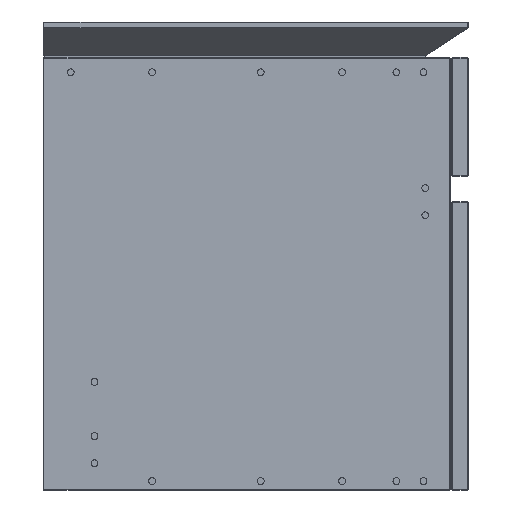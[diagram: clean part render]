
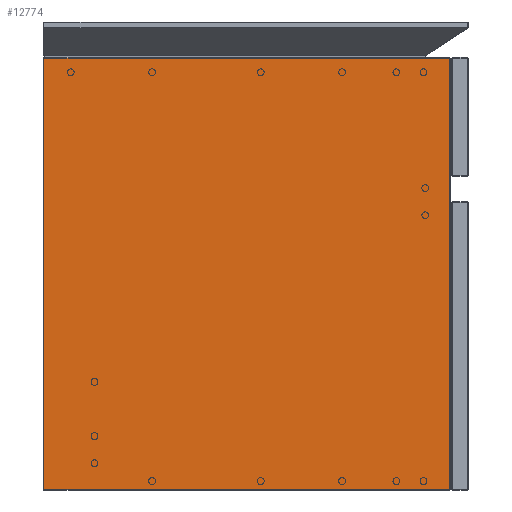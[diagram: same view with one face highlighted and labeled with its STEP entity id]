
A CAD part, left-side view. The second image highlights one B-rep face of the part: STEP entity #12774.
In plain terms, the highlighted planar face has unit normal (-1, 0, 0).
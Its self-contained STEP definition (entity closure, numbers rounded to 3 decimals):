
#12679=CARTESIAN_POINT('',(-61.51,1257.825,306.512));
#12680=VERTEX_POINT('',#12679);
#12687=CARTESIAN_POINT('',(-61.51,779.625,306.512));
#12688=VERTEX_POINT('',#12687);
#12689=CARTESIAN_POINT('',(-61.51,1257.825,306.512));
#12690=DIRECTION('',(0.0,-1.0,0.0));
#12691=VECTOR('',#12690,478.2);
#12692=LINE('',#12689,#12691);
#12693=EDGE_CURVE('',#12680,#12688,#12692,.T.);
#12710=CARTESIAN_POINT('',(-61.51,779.625,-201.888));
#12711=VERTEX_POINT('',#12710);
#12712=CARTESIAN_POINT('',(-61.51,779.625,306.512));
#12713=DIRECTION('',(0.0,0.0,-1.0));
#12714=VECTOR('',#12713,508.4);
#12715=LINE('',#12712,#12714);
#12716=EDGE_CURVE('',#12688,#12711,#12715,.T.);
#12751=CARTESIAN_POINT('',(-61.51,1018.725,306.513));
#12752=DIRECTION('',(-1.0,0.0,0.0));
#12753=DIRECTION('',(0.0,0.0,1.0));
#12754=AXIS2_PLACEMENT_3D('',#12751,#12752,#12753);
#12755=PLANE('',#12754);
#12756=ORIENTED_EDGE('',*,*,#12693,.F.);
#12757=CARTESIAN_POINT('',(-61.51,1257.825,-201.888));
#12758=VERTEX_POINT('',#12757);
#12759=CARTESIAN_POINT('',(-61.51,1257.825,-201.888));
#12760=DIRECTION('',(0.0,0.0,1.0));
#12761=VECTOR('',#12760,508.4);
#12762=LINE('',#12759,#12761);
#12763=EDGE_CURVE('',#12758,#12680,#12762,.T.);
#12764=ORIENTED_EDGE('',*,*,#12763,.F.);
#12765=CARTESIAN_POINT('',(-61.51,779.625,-201.888));
#12766=DIRECTION('',(0.0,1.0,0.0));
#12767=VECTOR('',#12766,478.2);
#12768=LINE('',#12765,#12767);
#12769=EDGE_CURVE('',#12711,#12758,#12768,.T.);
#12770=ORIENTED_EDGE('',*,*,#12769,.F.);
#12771=ORIENTED_EDGE('',*,*,#12716,.F.);
#12772=EDGE_LOOP('',(#12756,#12764,#12770,#12771));
#12773=FACE_OUTER_BOUND('',#12772,.T.);
#12774=ADVANCED_FACE('',(#12773),#12755,.T.);
